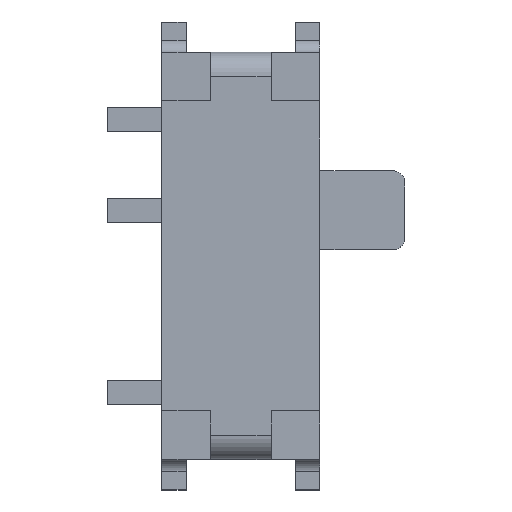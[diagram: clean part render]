
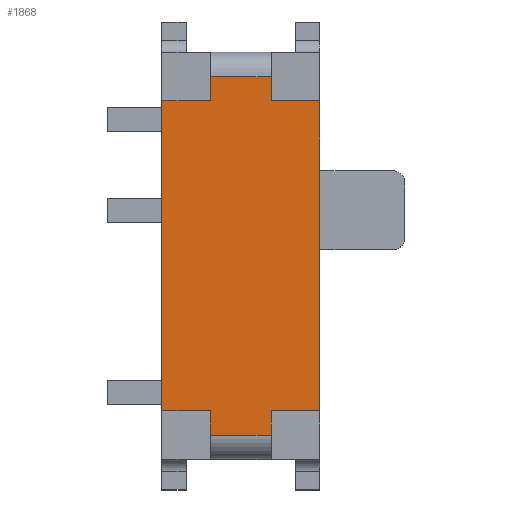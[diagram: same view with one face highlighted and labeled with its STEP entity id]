
A CAD part, top view. The second image highlights one B-rep face of the part: STEP entity #1868.
In plain terms, the highlighted planar face has unit normal (0, 0, 1).
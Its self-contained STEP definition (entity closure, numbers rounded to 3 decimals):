
#129=FACE_OUTER_BOUND('',#235,.T.);
#235=EDGE_LOOP('',(#1441,#1442,#1443,#1444,#1445,#1446,#1447,#1448,#1449,
#1450,#1451,#1452));
#427=LINE('',#2948,#657);
#428=LINE('',#2954,#658);
#429=LINE('',#2957,#659);
#430=LINE('',#2959,#660);
#431=LINE('',#2961,#661);
#432=LINE('',#2963,#662);
#433=LINE('',#2964,#663);
#434=LINE('',#2966,#664);
#435=LINE('',#2968,#665);
#436=LINE('',#2970,#666);
#437=LINE('',#2972,#667);
#438=LINE('',#2973,#668);
#657=VECTOR('',#2386,10.);
#658=VECTOR('',#2393,10.);
#659=VECTOR('',#2396,10.);
#660=VECTOR('',#2397,10.);
#661=VECTOR('',#2398,10.);
#662=VECTOR('',#2399,10.);
#663=VECTOR('',#2400,10.);
#664=VECTOR('',#2401,10.);
#665=VECTOR('',#2402,10.);
#666=VECTOR('',#2403,10.);
#667=VECTOR('',#2404,10.);
#668=VECTOR('',#2405,10.);
#867=VERTEX_POINT('',#2944);
#868=VERTEX_POINT('',#2946);
#869=VERTEX_POINT('',#2950);
#870=VERTEX_POINT('',#2952);
#871=VERTEX_POINT('',#2956);
#872=VERTEX_POINT('',#2958);
#873=VERTEX_POINT('',#2960);
#874=VERTEX_POINT('',#2962);
#875=VERTEX_POINT('',#2965);
#876=VERTEX_POINT('',#2967);
#877=VERTEX_POINT('',#2969);
#878=VERTEX_POINT('',#2971);
#1083=EDGE_CURVE('',#868,#867,#427,.T.);
#1086=EDGE_CURVE('',#870,#869,#428,.T.);
#1087=EDGE_CURVE('',#871,#868,#429,.T.);
#1088=EDGE_CURVE('',#872,#871,#430,.T.);
#1089=EDGE_CURVE('',#872,#873,#431,.T.);
#1090=EDGE_CURVE('',#874,#873,#432,.T.);
#1091=EDGE_CURVE('',#869,#874,#433,.T.);
#1092=EDGE_CURVE('',#875,#870,#434,.T.);
#1093=EDGE_CURVE('',#876,#875,#435,.T.);
#1094=EDGE_CURVE('',#876,#877,#436,.T.);
#1095=EDGE_CURVE('',#878,#877,#437,.T.);
#1096=EDGE_CURVE('',#867,#878,#438,.T.);
#1441=ORIENTED_EDGE('',*,*,#1083,.F.);
#1442=ORIENTED_EDGE('',*,*,#1087,.F.);
#1443=ORIENTED_EDGE('',*,*,#1088,.F.);
#1444=ORIENTED_EDGE('',*,*,#1089,.T.);
#1445=ORIENTED_EDGE('',*,*,#1090,.F.);
#1446=ORIENTED_EDGE('',*,*,#1091,.F.);
#1447=ORIENTED_EDGE('',*,*,#1086,.F.);
#1448=ORIENTED_EDGE('',*,*,#1092,.F.);
#1449=ORIENTED_EDGE('',*,*,#1093,.F.);
#1450=ORIENTED_EDGE('',*,*,#1094,.T.);
#1451=ORIENTED_EDGE('',*,*,#1095,.F.);
#1452=ORIENTED_EDGE('',*,*,#1096,.F.);
#1770=PLANE('',#2024);
#1868=ADVANCED_FACE('',(#129),#1770,.T.);
#2024=AXIS2_PLACEMENT_3D('',#2955,#2394,#2395);
#2386=DIRECTION('',(-1.,0.,0.));
#2393=DIRECTION('',(1.,0.,0.));
#2394=DIRECTION('center_axis',(0.,0.,1.));
#2395=DIRECTION('ref_axis',(0.,-1.,0.));
#2396=DIRECTION('',(0.,-1.,0.));
#2397=DIRECTION('',(-1.,0.,0.));
#2398=DIRECTION('',(0.,1.,0.));
#2399=DIRECTION('',(1.,0.,0.));
#2400=DIRECTION('',(0.,-1.,0.));
#2401=DIRECTION('',(0.,1.,0.));
#2402=DIRECTION('',(1.,0.,0.));
#2403=DIRECTION('',(0.,-1.,0.));
#2404=DIRECTION('',(-1.,0.,0.));
#2405=DIRECTION('',(0.,1.,0.));
#2944=CARTESIAN_POINT('',(-0.5,-2.95,0.7));
#2946=CARTESIAN_POINT('',(0.5,-2.95,0.7));
#2948=CARTESIAN_POINT('',(0.45,-2.95,0.7));
#2950=CARTESIAN_POINT('',(0.5,2.95,0.7));
#2952=CARTESIAN_POINT('',(-0.5,2.95,0.7));
#2954=CARTESIAN_POINT('',(-0.45,2.95,0.7));
#2955=CARTESIAN_POINT('Origin',(0.,0.,0.7));
#2956=CARTESIAN_POINT('',(0.5,-2.55,0.7));
#2957=CARTESIAN_POINT('',(0.5,-1.275,0.7));
#2958=CARTESIAN_POINT('',(1.3,-2.55,0.7));
#2959=CARTESIAN_POINT('',(0.65,-2.55,0.7));
#2960=CARTESIAN_POINT('',(1.3,2.55,0.7));
#2961=CARTESIAN_POINT('',(1.3,2.55,0.7));
#2962=CARTESIAN_POINT('',(0.5,2.55,0.7));
#2963=CARTESIAN_POINT('',(0.25,2.55,0.7));
#2964=CARTESIAN_POINT('',(0.5,1.675,0.7));
#2965=CARTESIAN_POINT('',(-0.5,2.55,0.7));
#2966=CARTESIAN_POINT('',(-0.5,1.275,0.7));
#2967=CARTESIAN_POINT('',(-1.3,2.55,0.7));
#2968=CARTESIAN_POINT('',(-0.65,2.55,0.7));
#2969=CARTESIAN_POINT('',(-1.3,-2.55,0.7));
#2970=CARTESIAN_POINT('',(-1.3,-2.55,0.7));
#2971=CARTESIAN_POINT('',(-0.5,-2.55,0.7));
#2972=CARTESIAN_POINT('',(-0.25,-2.55,0.7));
#2973=CARTESIAN_POINT('',(-0.5,-1.675,0.7));
